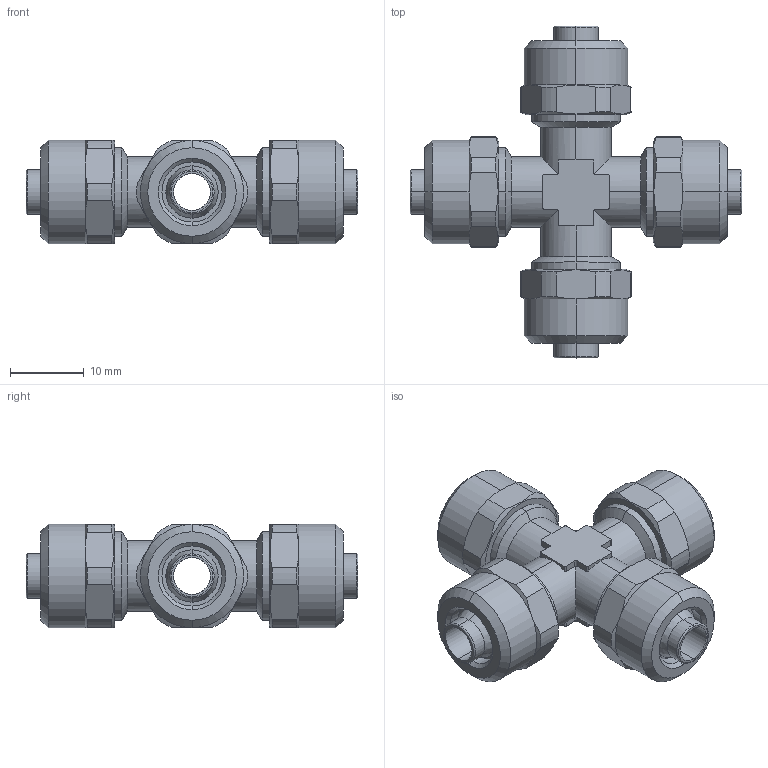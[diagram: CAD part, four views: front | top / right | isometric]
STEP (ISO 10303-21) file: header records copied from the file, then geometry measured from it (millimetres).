
FILE_DESCRIPTION (( 'STEP AP203' ), '1' );
FILE_NAME ('02120040.STEP', '2011-09-29T15:13:32', ( 'sopra-pneumatic' ), ( '' ), 'SwSTEP 2.0', 'SolidWorks 2011', '' );
FILE_SCHEMA (( 'CONFIG_CONTROL_DESIGN' ));
Length unit declared in the file: millimetre
Products named in the file (1): 02120040
Bounding box: 45 x 45 x 14 mm (x, y, z)
Volume: 7328.7 mm3; surface area: 5273.2 mm2
Topology: 1 solids, 1 shells, 242 faces, 594 edges, 364 vertices
Faces by surface type: cylinder 104, plane 66, cone 64, torus 8
Entity records: 7419 total; most frequent: CARTESIAN_POINT 1695, DIRECTION 1198, ORIENTED_EDGE 1188, EDGE_CURVE 594, AXIS2_PLACEMENT_3D 483, VERTEX_POINT 364, EDGE_LOOP 258, ADVANCED_FACE 242
